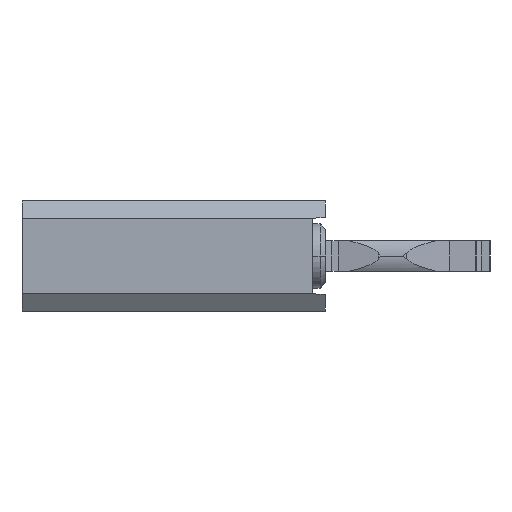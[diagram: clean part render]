
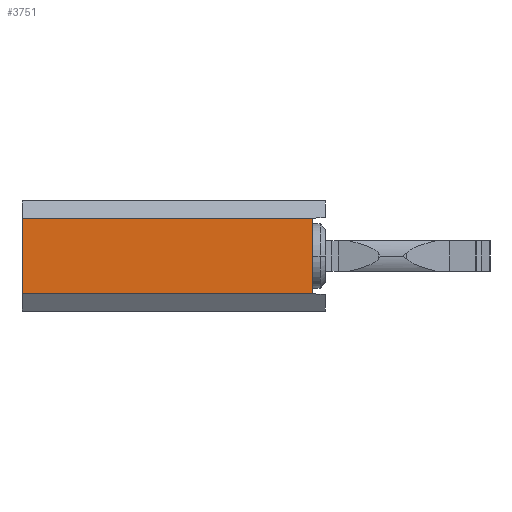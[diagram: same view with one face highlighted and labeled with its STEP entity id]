
A CAD part, left-side view. The second image highlights one B-rep face of the part: STEP entity #3751.
In plain terms, the highlighted planar face has unit normal (-1, 0, 0).
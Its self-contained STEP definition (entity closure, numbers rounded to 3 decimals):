
#3751=ADVANCED_FACE('',(#7562),#7563,.T.);
#7562=FACE_OUTER_BOUND('',#11370,.T.);
#7563=PLANE('',#11371);
#11370=EDGE_LOOP('',(#22561,#22562,#22563,#22564));
#11371=AXIS2_PLACEMENT_3D('',#22565,#22566,#22567);
#22561=ORIENTED_EDGE('',*,*,#26411,.T.);
#22562=ORIENTED_EDGE('',*,*,#26974,.T.);
#22563=ORIENTED_EDGE('',*,*,#26795,.T.);
#22564=ORIENTED_EDGE('',*,*,#26976,.F.);
#22565=CARTESIAN_POINT('',(-19.05,0.,0.));
#22566=DIRECTION('',(-1.0,0.0,0.0));
#22567=DIRECTION('',(0.0,0.,1.0));
#26411=EDGE_CURVE('',#32472,#32332,#32473,.T.);
#26795=EDGE_CURVE('',#33041,#33039,#33042,.T.);
#26974=EDGE_CURVE('',#32332,#33041,#33276,.T.);
#26976=EDGE_CURVE('',#32472,#33039,#33278,.T.);
#32332=VERTEX_POINT('',#41816);
#32472=VERTEX_POINT('',#42026);
#32473=LINE('',#42027,#42028);
#33039=VERTEX_POINT('',#42883);
#33041=VERTEX_POINT('',#42886);
#33042=LINE('',#42887,#42888);
#33276=LINE('',#43233,#43234);
#33278=LINE('',#43236,#43237);
#41816=CARTESIAN_POINT('',(-19.05,0.3,0.87));
#42026=CARTESIAN_POINT('',(-19.05,0.3,-0.87));
#42027=CARTESIAN_POINT('',(-19.05,0.3,0.));
#42028=VECTOR('',#47642,1.0);
#42883=CARTESIAN_POINT('',(-19.05,7.0,-0.87));
#42886=CARTESIAN_POINT('',(-19.05,7.0,0.87));
#42887=CARTESIAN_POINT('',(-19.05,7.0,0.87));
#42888=VECTOR('',#47933,1.0);
#43233=CARTESIAN_POINT('',(-19.05,0.,0.87));
#43234=VECTOR('',#48045,1.0);
#43236=CARTESIAN_POINT('',(-19.05,0.,-0.87));
#43237=VECTOR('',#48046,1.0);
#47642=DIRECTION('',(0.0,-0.0,1.0));
#47933=DIRECTION('',(0.0,0.,-1.0));
#48045=DIRECTION('',(0.0,1.0,0.));
#48046=DIRECTION('',(0.0,1.0,0.));
